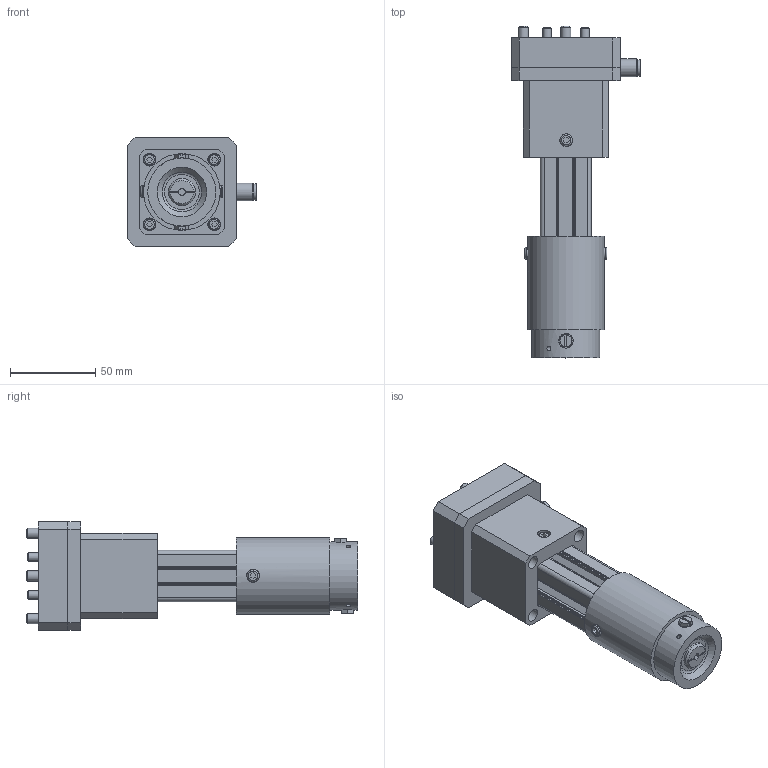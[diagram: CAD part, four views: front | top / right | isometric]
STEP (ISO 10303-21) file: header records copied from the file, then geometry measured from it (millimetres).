
FILE_DESCRIPTION(/* description */ (''),/* implementation_level */ '2;1');
FILE_NAME(/* name */ 'Assembly_SMC_EE.stp',/* time_stamp */ '2022-10-15T13:22:42+01:00',/* author */ ('romanp'),/* organization */ (''),/* preprocessor_version */ 'ST-DEVELOPER v19',/* originating_system */ 'Autodesk Inventor 2023',/* authorisation */ '');
FILE_SCHEMA (('AUTOMOTIVE_DESIGN { 1 0 10303 214 3 1 1 }'));
Length unit declared in the file: millimetre
Products named in the file (18): Assembly2; ITEM30x30x100; KQ2H06-00A; Part1_b_nmew; XT661-4C-X427; _XT661-4C-X427_DUMMY; _XT661-4C-X427_BODY; _M-5P; KQ2H06-M5N; hex_socket_cylindrical_head_M4x20; Part1_b; Part_1_new_a_magnetic; Part_1_new_b_magnetic; hex_socket_cylindrical_head_M4x10; VITE_TESTA_CILINDRICA_ALTA_ESAGONO_INCASSATO; VITE_TESTA_CILINDRICA_ALTA_ESAGONO_INCASSATO_1; m4 lock nut; VITE_TESTA_CILINDRICA_ALTA_ESAGONO_INCASSATO_2
Assembly tree (35 placements, depth 3):
  Assembly2
    ITEM30x30x100
    KQ2H06-00A
    Part1_b_nmew
    hex_socket_cylindrical_head_M4x10  x4
    XT661-4C-X427
      _XT661-4C-X427_DUMMY
      _XT661-4C-X427_BODY
      _M-5P  x2
    KQ2H06-M5N
    hex_socket_cylindrical_head_M4x20  x4
    Part1_b
    Part_1_new_a_magnetic
    Part_1_new_b_magnetic
    VITE_TESTA_CILINDRICA_ALTA_ESAGONO_INCASSATO  x4
    VITE_TESTA_CILINDRICA_ALTA_ESAGONO_INCASSATO_1  x4
    m4 lock nut  x4
    VITE_TESTA_CILINDRICA_ALTA_ESAGONO_INCASSATO_2  x3
Bounding box: 75.64 x 194.7 x 63.77 mm (x, y, z)
Volume: 271932.6 mm3; surface area: 118602.7 mm2
Topology: 33 solids, 33 shells, 866 faces, 2067 edges, 1349 vertices
Faces by surface type: plane 503, cylinder 219, cone 68, torus 68, bspline 8
Full cylindrical faces by diameter (mm): 2.6 x3, 3.242 x4, 3.3 x8, 4 x23, 4.1 x20, 4.134 x3, 5 x7, 5.1 x4, 6 x6, 6.1 x3, 6.8 x3, 7 x15, 7.5 x4, 7.6 x4, 7.9 x1, 8.5 x6, 9 x4, 9.1 x1, 9.7 x3, 9.9 x1, 10 x3, 10.4 x2, 10.5 x3, 11.5 x1, 14.5 x1, 16 x1, 18 x3, 40 x1, 45 x1
Entity records: 19084 total; most frequent: CARTESIAN_POINT 4839, DIRECTION 2864, ORIENTED_EDGE 2700, EDGE_CURVE 1350, AXIS2_PLACEMENT_3D 1011, VERTEX_POINT 888, LINE 842, VECTOR 842
